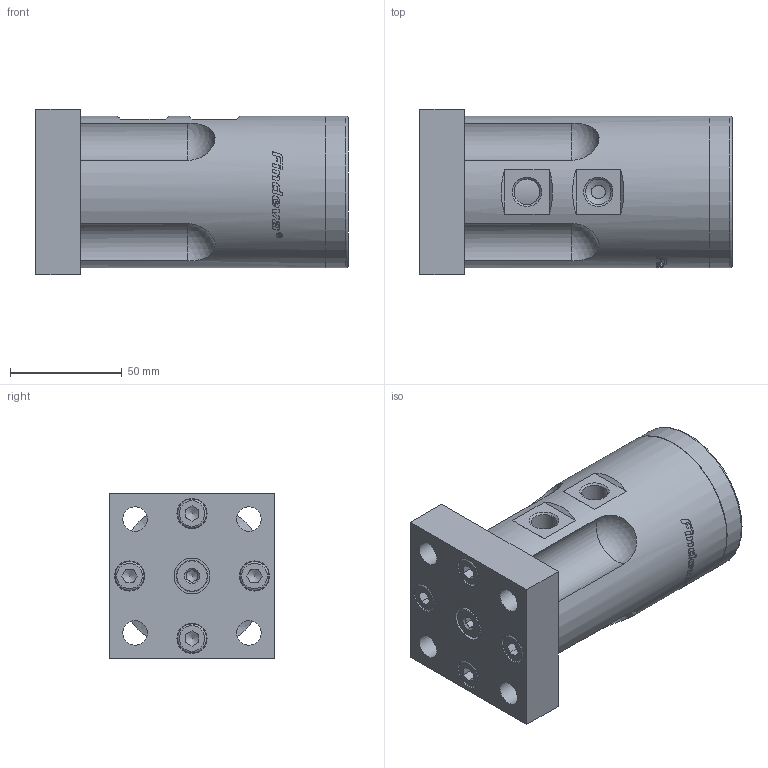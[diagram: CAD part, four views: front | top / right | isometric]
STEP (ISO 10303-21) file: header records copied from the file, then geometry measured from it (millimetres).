
FILE_DESCRIPTION((''),'2;1');
FILE_NAME('9840-00-M.stp','2012-04-02T22:55:08',('Petr'),(''),'Autodesk Inventor 2011','Autodesk Inventor 2011','');
FILE_SCHEMA(('CONFIG_CONTROL_DESIGN'));
Length unit declared in the file: millimetre
Products named in the file (1): 9840-00-M
Bounding box: 140 x 74 x 74 mm (x, y, z)
Volume: 492184.8 mm3; surface area: 56973.8 mm2
Topology: 1 solids, 12 shells, 355 faces, 849 edges, 560 vertices
Faces by surface type: plane 165, cylinder 81, bspline 72, torus 17, cone 16, sphere 4
Full cylindrical faces by diameter (mm): 6 x4, 6.4 x4, 8 x6, 8.4 x4, 8.5 x4, 8.566 x1, 10 x4, 10.2 x4, 10.4 x4, 11 x4, 11.445 x2, 12.5 x2, 13 x4, 13.2 x4, 13.5 x4, 14 x1, 16 x1, 68 x2
Entity records: 21937 total; most frequent: CARTESIAN_POINT 14550, ORIENTED_EDGE 1432, DIRECTION 1233, EDGE_CURVE 716, EDGE_LOOP 525, VERTEX_POINT 523, AXIS2_PLACEMENT_3D 490, FACE_OUTER_BOUND 355
